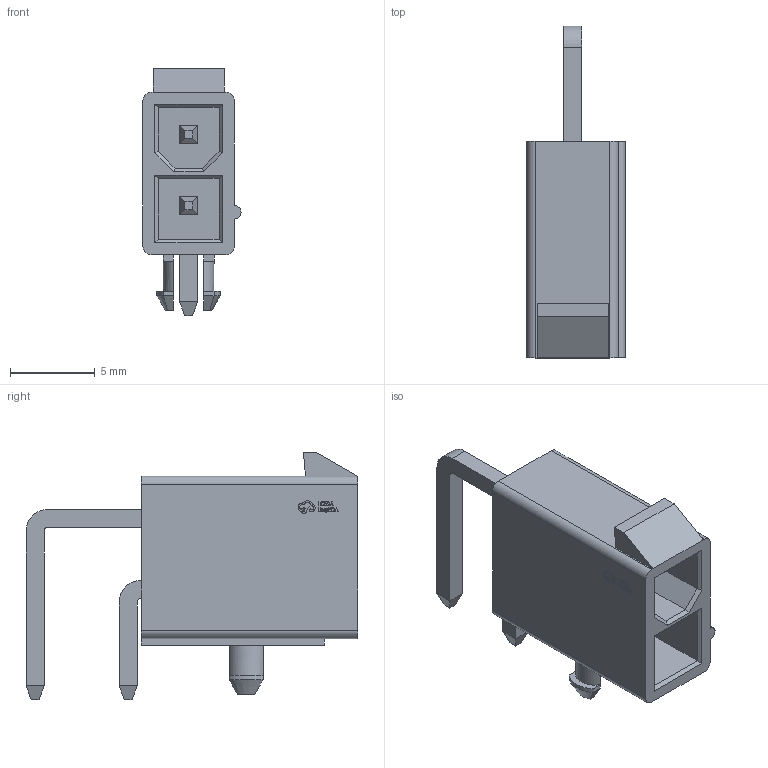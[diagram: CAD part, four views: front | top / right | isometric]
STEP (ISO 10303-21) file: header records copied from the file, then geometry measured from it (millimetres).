
FILE_DESCRIPTION (( 'STEP AP214' ), '1' );
FILE_NAME ('CONN-TH_2P-P5.50_39-30-1020.step', '2022-07-29T16:15:04', ( '' ), ( '' ), 'SwSTEP 2.0', 'SolidWorks 2020', '' );
FILE_SCHEMA (( 'AUTOMOTIVE_DESIGN' ));
Length unit declared in the file: millimetre
Products named in the file (1): CONN-TH_2P-P5.50_39-30-1020
Bounding box: 5.8 x 19.61 x 14.6 mm (x, y, z)
Volume: 503.2 mm3; surface area: 987.8 mm2
Topology: 16 solids, 16 shells, 343 faces, 889 edges, 580 vertices
Faces by surface type: plane 229, bspline 98, cylinder 14, cone 2
Entity records: 14821 total; most frequent: CARTESIAN_POINT 3131, ORIENTED_EDGE 1778, DIRECTION 1209, EDGE_CURVE 889, VECTOR 653, LINE 653, VERTEX_POINT 580, UNCERTAINTY_MEASURE_WITH_UNIT 361
